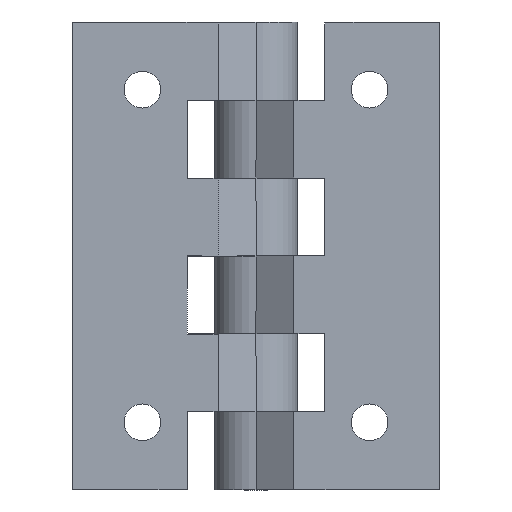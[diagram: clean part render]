
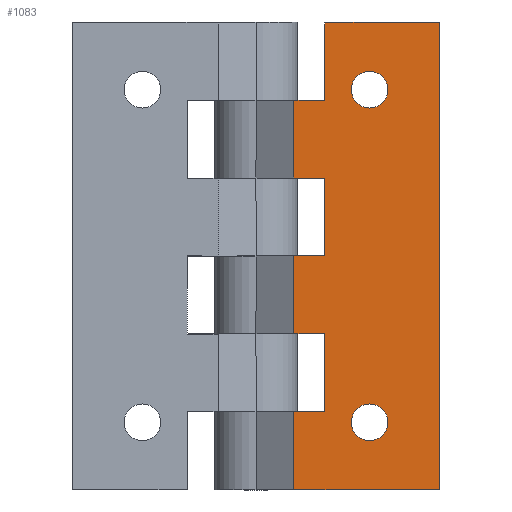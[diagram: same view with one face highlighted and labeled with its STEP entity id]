
A CAD part, front view. The second image highlights one B-rep face of the part: STEP entity #1083.
In plain terms, the highlighted planar face has unit normal (0, -1, 0).
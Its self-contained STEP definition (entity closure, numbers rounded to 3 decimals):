
#9 = DIRECTION ( 'NONE',  ( 0., 0., -1. ) ) ;
#64 = EDGE_CURVE ( 'NONE', #1667, #673, #350, .T. ) ;
#106 = EDGE_CURVE ( 'NONE', #3335, #2974, #2967, .T. ) ;
#120 = CARTESIAN_POINT ( 'NONE',  ( 24.125, -14.5, 34. ) ) ;
#143 = DIRECTION ( 'NONE',  ( 0., 0., -1. ) ) ;
#146 = FACE_OUTER_BOUND ( 'NONE', #2671, .T. ) ;
#150 = EDGE_CURVE ( 'NONE', #2223, #1762, #371, .T. ) ;
#151 = CARTESIAN_POINT ( 'NONE',  ( 24.75, -14.5, 10.75 ) ) ;
#185 = ORIENTED_EDGE ( 'NONE', *, *, #329, .T. ) ;
#208 = ORIENTED_EDGE ( 'NONE', *, *, #2435, .T. ) ;
#243 = VECTOR ( 'NONE', #671, 1000. ) ;
#245 = CARTESIAN_POINT ( 'NONE',  ( 15., -14.5, 68. ) ) ;
#259 = VERTEX_POINT ( 'NONE', #2051 ) ;
#272 = LINE ( 'NONE', #1836, #762 ) ;
#323 = VERTEX_POINT ( 'NONE', #787 ) ;
#329 = EDGE_CURVE ( 'NONE', #323, #2370, #2407, .T. ) ;
#330 = LINE ( 'NONE', #374, #685 ) ;
#342 = CARTESIAN_POINT ( 'NONE',  ( 8.25, -14.5, 17. ) ) ;
#350 = LINE ( 'NONE', #1909, #743 ) ;
#371 = LINE ( 'NONE', #1430, #2074 ) ;
#374 = CARTESIAN_POINT ( 'NONE',  ( 8.25, -14.5, 51. ) ) ;
#376 = ORIENTED_EDGE ( 'NONE', *, *, #2109, .F. ) ;
#389 = ORIENTED_EDGE ( 'NONE', *, *, #726, .T. ) ;
#391 = CARTESIAN_POINT ( 'NONE',  ( 24.75, -14.5, 87.25 ) ) ;
#434 = DIRECTION ( 'NONE',  ( 0., 0., -1. ) ) ;
#440 = CARTESIAN_POINT ( 'NONE',  ( 15., -14.5, 17. ) ) ;
#451 = CARTESIAN_POINT ( 'NONE',  ( 24.75, -14.5, 91.25 ) ) ;
#460 = CIRCLE ( 'NONE', #1186, 4. ) ;
#497 = ORIENTED_EDGE ( 'NONE', *, *, #1910, .T. ) ;
#510 = LINE ( 'NONE', #2642, #2487 ) ;
#530 = CARTESIAN_POINT ( 'NONE',  ( 8.25, -14.5, 85. ) ) ;
#538 = VECTOR ( 'NONE', #580, 1000. ) ;
#561 = DIRECTION ( 'NONE',  ( 0., 0., -1. ) ) ;
#579 = EDGE_LOOP ( 'NONE', ( #2887, #2210 ) ) ;
#580 = DIRECTION ( 'NONE',  ( 1., 0., 0. ) ) ;
#666 = CARTESIAN_POINT ( 'NONE',  ( 24.75, -14.5, 14.75 ) ) ;
#671 = DIRECTION ( 'NONE',  ( -1., 0., 0. ) ) ;
#673 = VERTEX_POINT ( 'NONE', #909 ) ;
#685 = VECTOR ( 'NONE', #1386, 1000. ) ;
#703 = EDGE_CURVE ( 'NONE', #1762, #1537, #1660, .T. ) ;
#716 = DIRECTION ( 'NONE',  ( 0., -1., 0. ) ) ;
#720 = EDGE_CURVE ( 'NONE', #1672, #1093, #1242, .T. ) ;
#726 = EDGE_CURVE ( 'NONE', #1826, #2716, #330, .T. ) ;
#735 = VECTOR ( 'NONE', #822, 1000. ) ;
#743 = VECTOR ( 'NONE', #2503, 1000. ) ;
#762 = VECTOR ( 'NONE', #2899, 1000. ) ;
#775 = VERTEX_POINT ( 'NONE', #440 ) ;
#781 = CARTESIAN_POINT ( 'NONE',  ( 15., -14.5, 85. ) ) ;
#787 = CARTESIAN_POINT ( 'NONE',  ( 15., -14.5, 102. ) ) ;
#814 = LINE ( 'NONE', #2637, #1531 ) ;
#822 = DIRECTION ( 'NONE',  ( -1., 0., 0. ) ) ;
#835 = EDGE_CURVE ( 'NONE', #1537, #3453, #2641, .T. ) ;
#852 = LINE ( 'NONE', #1070, #735 ) ;
#868 = LINE ( 'NONE', #120, #538 ) ;
#892 = ORIENTED_EDGE ( 'NONE', *, *, #1613, .T. ) ;
#909 = CARTESIAN_POINT ( 'NONE',  ( 40., -14.5, 102. ) ) ;
#943 = CARTESIAN_POINT ( 'NONE',  ( 40., -14.5, 0. ) ) ;
#991 = FACE_BOUND ( 'NONE', #3228, .T. ) ;
#1054 = DIRECTION ( 'NONE',  ( -1., 0., 0. ) ) ;
#1061 = CARTESIAN_POINT ( 'NONE',  ( 15., -14.5, 51. ) ) ;
#1070 = CARTESIAN_POINT ( 'NONE',  ( 24.125, -14.5, 17. ) ) ;
#1083 = ADVANCED_FACE ( 'NONE', ( #3313, #991, #146 ), #2844, .T. ) ;
#1093 = VERTEX_POINT ( 'NONE', #451 ) ;
#1118 = DIRECTION ( 'NONE',  ( 0., 0., -1. ) ) ;
#1123 = CARTESIAN_POINT ( 'NONE',  ( 24.125, -14.5, 51. ) ) ;
#1153 = CARTESIAN_POINT ( 'NONE',  ( 8.25, -14.5, 8.5 ) ) ;
#1169 = CARTESIAN_POINT ( 'NONE',  ( 24.75, -14.5, 83.25 ) ) ;
#1186 = AXIS2_PLACEMENT_3D ( 'NONE', #2299, #1228, #434 ) ;
#1225 = ORIENTED_EDGE ( 'NONE', *, *, #64, .T. ) ;
#1228 = DIRECTION ( 'NONE',  ( 0., -1., 0. ) ) ;
#1242 = CIRCLE ( 'NONE', #3411, 4. ) ;
#1296 = VECTOR ( 'NONE', #1570, 1000. ) ;
#1334 = CARTESIAN_POINT ( 'NONE',  ( 8.25, -14.5, 0. ) ) ;
#1353 = DIRECTION ( 'NONE',  ( 1., 0., 0. ) ) ;
#1365 = DIRECTION ( 'NONE',  ( 0., 0., 1. ) ) ;
#1372 = CIRCLE ( 'NONE', #1475, 4. ) ;
#1386 = DIRECTION ( 'NONE',  ( 0., 0., -1. ) ) ;
#1399 = VERTEX_POINT ( 'NONE', #151 ) ;
#1430 = CARTESIAN_POINT ( 'NONE',  ( 15., -14.5, 51. ) ) ;
#1440 = CARTESIAN_POINT ( 'NONE',  ( 8.25, -14.5, 34. ) ) ;
#1475 = AXIS2_PLACEMENT_3D ( 'NONE', #1965, #3034, #1118 ) ;
#1491 = CARTESIAN_POINT ( 'NONE',  ( 8.25, -14.5, 68. ) ) ;
#1531 = VECTOR ( 'NONE', #2936, 1000. ) ;
#1537 = VERTEX_POINT ( 'NONE', #2078 ) ;
#1547 = ORIENTED_EDGE ( 'NONE', *, *, #150, .T. ) ;
#1570 = DIRECTION ( 'NONE',  ( 0., 0., -1. ) ) ;
#1574 = EDGE_CURVE ( 'NONE', #2370, #1826, #510, .T. ) ;
#1579 = CARTESIAN_POINT ( 'NONE',  ( 24.125, -14.5, 68. ) ) ;
#1613 = EDGE_CURVE ( 'NONE', #259, #775, #2397, .T. ) ;
#1660 = LINE ( 'NONE', #1123, #243 ) ;
#1667 = VERTEX_POINT ( 'NONE', #943 ) ;
#1672 = VERTEX_POINT ( 'NONE', #1169 ) ;
#1685 = VECTOR ( 'NONE', #1365, 1000. ) ;
#1698 = DIRECTION ( 'NONE',  ( 0., 0., -1. ) ) ;
#1741 = VECTOR ( 'NONE', #1353, 1000. ) ;
#1762 = VERTEX_POINT ( 'NONE', #2285 ) ;
#1794 = VECTOR ( 'NONE', #9, 1000. ) ;
#1826 = VERTEX_POINT ( 'NONE', #530 ) ;
#1836 = CARTESIAN_POINT ( 'NONE',  ( 15.494, -14.5, 0. ) ) ;
#1862 = ORIENTED_EDGE ( 'NONE', *, *, #2731, .F. ) ;
#1866 = ORIENTED_EDGE ( 'NONE', *, *, #1574, .T. ) ;
#1878 = EDGE_CURVE ( 'NONE', #1667, #3335, #272, .T. ) ;
#1909 = CARTESIAN_POINT ( 'NONE',  ( 40., -14.5, 51. ) ) ;
#1910 = EDGE_CURVE ( 'NONE', #673, #323, #814, .T. ) ;
#1965 = CARTESIAN_POINT ( 'NONE',  ( 24.75, -14.5, 87.25 ) ) ;
#1982 = EDGE_CURVE ( 'NONE', #1093, #1672, #1372, .T. ) ;
#2003 = ORIENTED_EDGE ( 'NONE', *, *, #703, .T. ) ;
#2011 = EDGE_CURVE ( 'NONE', #3453, #259, #868, .T. ) ;
#2034 = VECTOR ( 'NONE', #3172, 1000. ) ;
#2051 = CARTESIAN_POINT ( 'NONE',  ( 15., -14.5, 34. ) ) ;
#2069 = ORIENTED_EDGE ( 'NONE', *, *, #2815, .T. ) ;
#2074 = VECTOR ( 'NONE', #561, 1000. ) ;
#2078 = CARTESIAN_POINT ( 'NONE',  ( 8.25, -14.5, 51. ) ) ;
#2109 = EDGE_CURVE ( 'NONE', #3039, #1399, #2378, .T. ) ;
#2129 = AXIS2_PLACEMENT_3D ( 'NONE', #2586, #2829, #2565 ) ;
#2170 = CARTESIAN_POINT ( 'NONE',  ( 8.25, -14.5, 51. ) ) ;
#2210 = ORIENTED_EDGE ( 'NONE', *, *, #720, .F. ) ;
#2221 = DIRECTION ( 'NONE',  ( 0., -1., 0. ) ) ;
#2223 = VERTEX_POINT ( 'NONE', #245 ) ;
#2278 = CARTESIAN_POINT ( 'NONE',  ( 24.75, -14.5, 18.75 ) ) ;
#2285 = CARTESIAN_POINT ( 'NONE',  ( 15., -14.5, 51. ) ) ;
#2299 = CARTESIAN_POINT ( 'NONE',  ( 24.75, -14.5, 14.75 ) ) ;
#2370 = VERTEX_POINT ( 'NONE', #781 ) ;
#2378 = CIRCLE ( 'NONE', #2600, 4. ) ;
#2397 = LINE ( 'NONE', #2670, #2034 ) ;
#2407 = LINE ( 'NONE', #1061, #1794 ) ;
#2435 = EDGE_CURVE ( 'NONE', #775, #2974, #852, .T. ) ;
#2487 = VECTOR ( 'NONE', #1054, 1000. ) ;
#2503 = DIRECTION ( 'NONE',  ( 0., 0., 1. ) ) ;
#2565 = DIRECTION ( 'NONE',  ( 0., 0., -1. ) ) ;
#2586 = CARTESIAN_POINT ( 'NONE',  ( 7.615, -14.5, 104.04 ) ) ;
#2600 = AXIS2_PLACEMENT_3D ( 'NONE', #666, #716, #143 ) ;
#2637 = CARTESIAN_POINT ( 'NONE',  ( 24.125, -14.5, 102. ) ) ;
#2641 = LINE ( 'NONE', #2170, #1296 ) ;
#2642 = CARTESIAN_POINT ( 'NONE',  ( 24.125, -14.5, 85. ) ) ;
#2662 = LINE ( 'NONE', #1579, #1741 ) ;
#2670 = CARTESIAN_POINT ( 'NONE',  ( 15., -14.5, 51. ) ) ;
#2671 = EDGE_LOOP ( 'NONE', ( #3096, #892, #208, #2955, #2721, #1225, #497, #185, #1866, #389, #2069, #1547, #2003, #3052 ) ) ;
#2716 = VERTEX_POINT ( 'NONE', #1491 ) ;
#2721 = ORIENTED_EDGE ( 'NONE', *, *, #1878, .F. ) ;
#2731 = EDGE_CURVE ( 'NONE', #1399, #3039, #460, .T. ) ;
#2815 = EDGE_CURVE ( 'NONE', #2716, #2223, #2662, .T. ) ;
#2829 = DIRECTION ( 'NONE',  ( 0., -1., 0. ) ) ;
#2844 = PLANE ( 'NONE',  #2129 ) ;
#2887 = ORIENTED_EDGE ( 'NONE', *, *, #1982, .F. ) ;
#2899 = DIRECTION ( 'NONE',  ( -1., 0., 0. ) ) ;
#2936 = DIRECTION ( 'NONE',  ( -1., 0., 0. ) ) ;
#2955 = ORIENTED_EDGE ( 'NONE', *, *, #106, .F. ) ;
#2967 = LINE ( 'NONE', #1153, #1685 ) ;
#2974 = VERTEX_POINT ( 'NONE', #342 ) ;
#3034 = DIRECTION ( 'NONE',  ( 0., -1., 0. ) ) ;
#3039 = VERTEX_POINT ( 'NONE', #2278 ) ;
#3052 = ORIENTED_EDGE ( 'NONE', *, *, #835, .T. ) ;
#3096 = ORIENTED_EDGE ( 'NONE', *, *, #2011, .T. ) ;
#3172 = DIRECTION ( 'NONE',  ( 0., 0., -1. ) ) ;
#3228 = EDGE_LOOP ( 'NONE', ( #376, #1862 ) ) ;
#3313 = FACE_BOUND ( 'NONE', #579, .T. ) ;
#3335 = VERTEX_POINT ( 'NONE', #1334 ) ;
#3411 = AXIS2_PLACEMENT_3D ( 'NONE', #391, #2221, #1698 ) ;
#3453 = VERTEX_POINT ( 'NONE', #1440 ) ;
